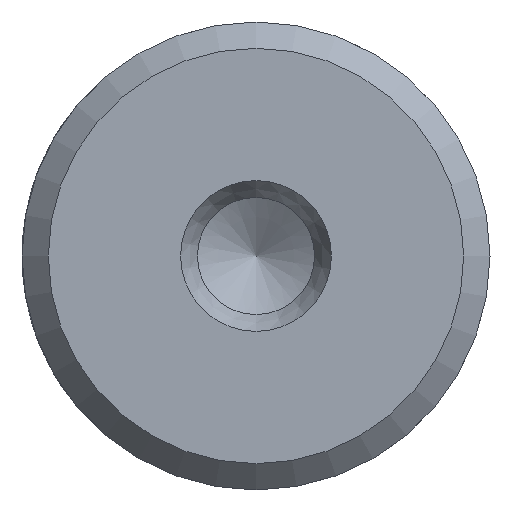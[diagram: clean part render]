
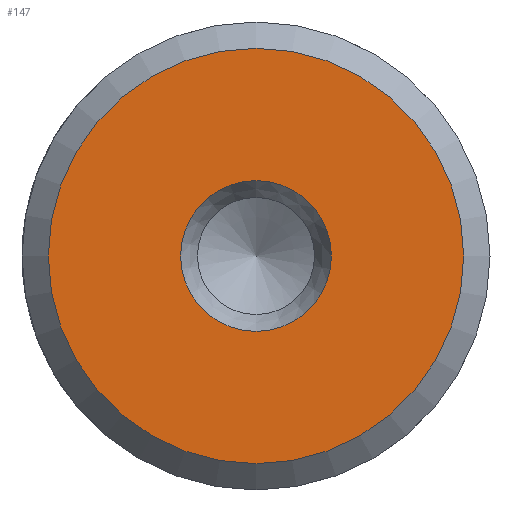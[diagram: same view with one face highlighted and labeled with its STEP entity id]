
A CAD part, left-side view. The second image highlights one B-rep face of the part: STEP entity #147.
In plain terms, the highlighted planar face has unit normal (-1, 0, 0).
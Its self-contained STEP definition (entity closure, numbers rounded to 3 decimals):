
#93 = CIRCLE ( 'NONE', #1779, 7.1 ) ;
#147 = ADVANCED_FACE ( 'NONE', ( #1020, #964 ), #1669, .F. ) ;
#548 = CARTESIAN_POINT ( 'NONE',  ( 0., 0., 0. ) ) ;
#592 = EDGE_CURVE ( 'NONE', #773, #773, #696, .T. ) ;
#687 = DIRECTION ( 'NONE',  ( 0., 0., 1. ) ) ;
#696 = CIRCLE ( 'NONE', #1816, 2.577 ) ;
#723 = CARTESIAN_POINT ( 'NONE',  ( 0., 0., 2.577 ) ) ;
#773 = VERTEX_POINT ( 'NONE', #723 ) ;
#869 = CARTESIAN_POINT ( 'NONE',  ( 0., 0., 0. ) ) ;
#964 = FACE_OUTER_BOUND ( 'NONE', #1526, .T. ) ;
#1005 = DIRECTION ( 'NONE',  ( 0., 0., 1. ) ) ;
#1020 = FACE_BOUND ( 'NONE', #1139, .T. ) ;
#1039 = CARTESIAN_POINT ( 'NONE',  ( 0., 0., 0. ) ) ;
#1070 = EDGE_CURVE ( 'NONE', #1501, #1501, #93, .T. ) ;
#1139 = EDGE_LOOP ( 'NONE', ( #1208 ) ) ;
#1208 = ORIENTED_EDGE ( 'NONE', *, *, #592, .F. ) ;
#1332 = DIRECTION ( 'NONE',  ( 1., 0., 0. ) ) ;
#1501 = VERTEX_POINT ( 'NONE', #1604 ) ;
#1526 = EDGE_LOOP ( 'NONE', ( #1668 ) ) ;
#1575 = DIRECTION ( 'NONE',  ( -1., 0., 0. ) ) ;
#1604 = CARTESIAN_POINT ( 'NONE',  ( 0., 0., 7.1 ) ) ;
#1622 = DIRECTION ( 'NONE',  ( 0., 0., -1. ) ) ;
#1668 = ORIENTED_EDGE ( 'NONE', *, *, #1070, .T. ) ;
#1669 = PLANE ( 'NONE',  #1710 ) ;
#1710 = AXIS2_PLACEMENT_3D ( 'NONE', #1039, #1332, #1622 ) ;
#1779 = AXIS2_PLACEMENT_3D ( 'NONE', #869, #1876, #1005 ) ;
#1816 = AXIS2_PLACEMENT_3D ( 'NONE', #548, #1575, #687 ) ;
#1876 = DIRECTION ( 'NONE',  ( -1., 0., 0. ) ) ;
